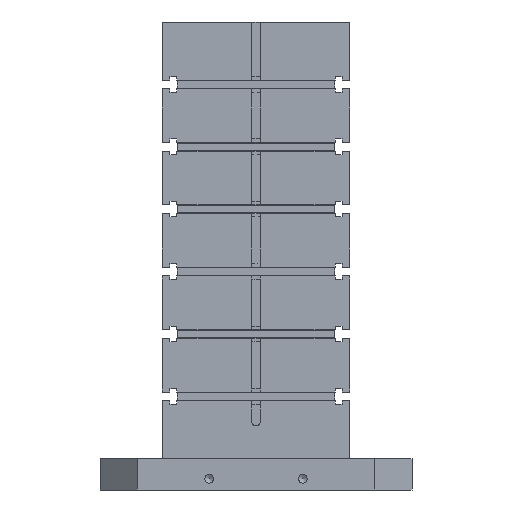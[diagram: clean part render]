
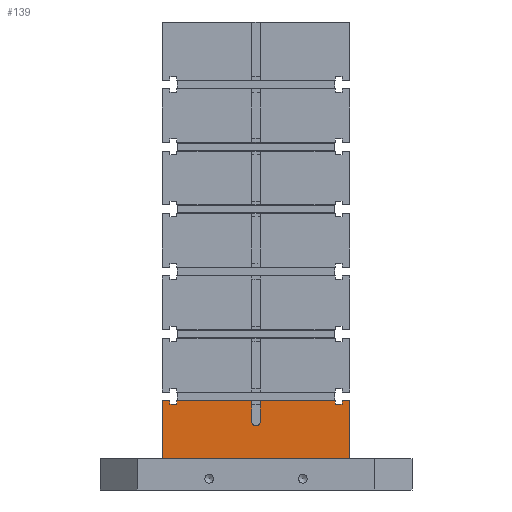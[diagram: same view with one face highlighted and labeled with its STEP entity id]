
A CAD part, front view. The second image highlights one B-rep face of the part: STEP entity #139.
In plain terms, the highlighted planar face has unit normal (0, -1, 0).
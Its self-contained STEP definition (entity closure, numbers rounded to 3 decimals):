
#139 = ADVANCED_FACE( '', ( #1285 ), #1286, .F. );
#1285 = FACE_OUTER_BOUND( '', #3846, .T. );
#1286 = PLANE( '', #3847 );
#3846 = EDGE_LOOP( '', ( #7305, #7306, #7307, #7308, #7309, #7310, #7311, #7312, #7313, #7314, #7315, #7316, #7317, #7318, #7319, #7320 ) );
#3847 = AXIS2_PLACEMENT_3D( '', #7321, #7322, #7323 );
#7305 = ORIENTED_EDGE( '', *, *, #15668, .T. );
#7306 = ORIENTED_EDGE( '', *, *, #15669, .T. );
#7307 = ORIENTED_EDGE( '', *, *, #15670, .T. );
#7308 = ORIENTED_EDGE( '', *, *, #15671, .T. );
#7309 = ORIENTED_EDGE( '', *, *, #15672, .T. );
#7310 = ORIENTED_EDGE( '', *, *, #15673, .T. );
#7311 = ORIENTED_EDGE( '', *, *, #15674, .T. );
#7312 = ORIENTED_EDGE( '', *, *, #15675, .T. );
#7313 = ORIENTED_EDGE( '', *, *, #15676, .T. );
#7314 = ORIENTED_EDGE( '', *, *, #15677, .F. );
#7315 = ORIENTED_EDGE( '', *, *, #15655, .F. );
#7316 = ORIENTED_EDGE( '', *, *, #15678, .T. );
#7317 = ORIENTED_EDGE( '', *, *, #15679, .F. );
#7318 = ORIENTED_EDGE( '', *, *, #15680, .F. );
#7319 = ORIENTED_EDGE( '', *, *, #15681, .F. );
#7320 = ORIENTED_EDGE( '', *, *, #15682, .T. );
#7321 = CARTESIAN_POINT( '', ( -150., -150., 750. ) );
#7322 = DIRECTION( '', ( 0., 1., 0. ) );
#7323 = DIRECTION( '', ( -1., 0., 0. ) );
#15655 = EDGE_CURVE( '', #18721, #18723, #18724, .T. );
#15668 = EDGE_CURVE( '', #18745, #18746, #18747, .T. );
#15669 = EDGE_CURVE( '', #18746, #18748, #18749, .T. );
#15670 = EDGE_CURVE( '', #18748, #18750, #18751, .T. );
#15671 = EDGE_CURVE( '', #18750, #18752, #18753, .T. );
#15672 = EDGE_CURVE( '', #18752, #18754, #18755, .T. );
#15673 = EDGE_CURVE( '', #18754, #18756, #18757, .T. );
#15674 = EDGE_CURVE( '', #18756, #18758, #18759, .T. );
#15675 = EDGE_CURVE( '', #18758, #18760, #18761, .T. );
#15676 = EDGE_CURVE( '', #18760, #18762, #18763, .T. );
#15677 = EDGE_CURVE( '', #18723, #18762, #18764, .T. );
#15678 = EDGE_CURVE( '', #18721, #18765, #18766, .T. );
#15679 = EDGE_CURVE( '', #18767, #18765, #18768, .T. );
#15680 = EDGE_CURVE( '', #18769, #18767, #18770, .T. );
#15681 = EDGE_CURVE( '', #18771, #18769, #18772, .T. );
#15682 = EDGE_CURVE( '', #18771, #18745, #18773, .T. );
#18721 = VERTEX_POINT( '', #23636 );
#18723 = VERTEX_POINT( '', #23639 );
#18724 = LINE( '', #23640, #23641 );
#18745 = VERTEX_POINT( '', #23674 );
#18746 = VERTEX_POINT( '', #23675 );
#18747 = LINE( '', #23676, #23677 );
#18748 = VERTEX_POINT( '', #23678 );
#18749 = CIRCLE( '', #23679, 7. );
#18750 = VERTEX_POINT( '', #23680 );
#18751 = LINE( '', #23681, #23682 );
#18752 = VERTEX_POINT( '', #23683 );
#18753 = LINE( '', #23684, #23685 );
#18754 = VERTEX_POINT( '', #23686 );
#18755 = LINE( '', #23687, #23688 );
#18756 = VERTEX_POINT( '', #23689 );
#18757 = LINE( '', #23690, #23691 );
#18758 = VERTEX_POINT( '', #23692 );
#18759 = LINE( '', #23693, #23694 );
#18760 = VERTEX_POINT( '', #23695 );
#18761 = LINE( '', #23696, #23697 );
#18762 = VERTEX_POINT( '', #23698 );
#18763 = LINE( '', #23699, #23700 );
#18764 = LINE( '', #23701, #23702 );
#18765 = VERTEX_POINT( '', #23703 );
#18766 = LINE( '', #23704, #23705 );
#18767 = VERTEX_POINT( '', #23706 );
#18768 = LINE( '', #23707, #23708 );
#18769 = VERTEX_POINT( '', #23709 );
#18770 = LINE( '', #23710, #23711 );
#18771 = VERTEX_POINT( '', #23712 );
#18772 = LINE( '', #23713, #23714 );
#18773 = LINE( '', #23715, #23716 );
#23636 = CARTESIAN_POINT( '', ( 150., -150., 143. ) );
#23639 = CARTESIAN_POINT( '', ( 150., -150., 50. ) );
#23640 = CARTESIAN_POINT( '', ( 150., -150., 750. ) );
#23641 = VECTOR( '', #30320, 1000. );
#23674 = CARTESIAN_POINT( '', ( 7., -150., 143. ) );
#23675 = CARTESIAN_POINT( '', ( 7., -150., 110. ) );
#23676 = CARTESIAN_POINT( '', ( 7., -150., 750. ) );
#23677 = VECTOR( '', #30333, 1000. );
#23678 = CARTESIAN_POINT( '', ( -7., -150., 110. ) );
#23679 = AXIS2_PLACEMENT_3D( '', #30334, #30335, #30336 );
#23680 = CARTESIAN_POINT( '', ( -7., -150., 143. ) );
#23681 = CARTESIAN_POINT( '', ( -7., -150., 110. ) );
#23682 = VECTOR( '', #30337, 1000. );
#23683 = CARTESIAN_POINT( '', ( -127., -150., 143. ) );
#23684 = CARTESIAN_POINT( '', ( 150., -150., 143. ) );
#23685 = VECTOR( '', #30338, 1000. );
#23686 = CARTESIAN_POINT( '', ( -127., -150., 137.5 ) );
#23687 = CARTESIAN_POINT( '', ( -127., -150., 143. ) );
#23688 = VECTOR( '', #30339, 1000. );
#23689 = CARTESIAN_POINT( '', ( -138., -150., 137.5 ) );
#23690 = CARTESIAN_POINT( '', ( -127., -150., 137.5 ) );
#23691 = VECTOR( '', #30340, 1000. );
#23692 = CARTESIAN_POINT( '', ( -138., -150., 143. ) );
#23693 = CARTESIAN_POINT( '', ( -138., -150., 137.5 ) );
#23694 = VECTOR( '', #30341, 1000. );
#23695 = CARTESIAN_POINT( '', ( -150., -150., 143. ) );
#23696 = CARTESIAN_POINT( '', ( 150., -150., 143. ) );
#23697 = VECTOR( '', #30342, 1000. );
#23698 = CARTESIAN_POINT( '', ( -150., -150., 50. ) );
#23699 = CARTESIAN_POINT( '', ( -150., -150., 750. ) );
#23700 = VECTOR( '', #30343, 1000. );
#23701 = CARTESIAN_POINT( '', ( -250., -150., 50. ) );
#23702 = VECTOR( '', #30344, 1000. );
#23703 = CARTESIAN_POINT( '', ( 138., -150., 143. ) );
#23704 = CARTESIAN_POINT( '', ( 150., -150., 143. ) );
#23705 = VECTOR( '', #30345, 1000. );
#23706 = CARTESIAN_POINT( '', ( 138., -150., 137.5 ) );
#23707 = CARTESIAN_POINT( '', ( 138., -150., 137.5 ) );
#23708 = VECTOR( '', #30346, 1000. );
#23709 = CARTESIAN_POINT( '', ( 127., -150., 137.5 ) );
#23710 = CARTESIAN_POINT( '', ( 127., -150., 137.5 ) );
#23711 = VECTOR( '', #30347, 1000. );
#23712 = CARTESIAN_POINT( '', ( 127., -150., 143. ) );
#23713 = CARTESIAN_POINT( '', ( 127., -150., 143. ) );
#23714 = VECTOR( '', #30348, 1000. );
#23715 = CARTESIAN_POINT( '', ( 150., -150., 143. ) );
#23716 = VECTOR( '', #30349, 1000. );
#30320 = DIRECTION( '', ( 0., 0., -1. ) );
#30333 = DIRECTION( '', ( 0., 0., -1. ) );
#30334 = CARTESIAN_POINT( '', ( 0., -150., 110. ) );
#30335 = DIRECTION( '', ( 0., 1., 0. ) );
#30336 = DIRECTION( '', ( 1., 0., 0. ) );
#30337 = DIRECTION( '', ( 0., 0., 1. ) );
#30338 = DIRECTION( '', ( -1., 0., 0. ) );
#30339 = DIRECTION( '', ( 0., 0., -1. ) );
#30340 = DIRECTION( '', ( -1., 0., 0. ) );
#30341 = DIRECTION( '', ( 0., 0., 1. ) );
#30342 = DIRECTION( '', ( -1., 0., 0. ) );
#30343 = DIRECTION( '', ( 0., 0., -1. ) );
#30344 = DIRECTION( '', ( -1., 0., 0. ) );
#30345 = DIRECTION( '', ( -1., 0., 0. ) );
#30346 = DIRECTION( '', ( 0., 0., 1. ) );
#30347 = DIRECTION( '', ( 1., 0., 0. ) );
#30348 = DIRECTION( '', ( 0., 0., -1. ) );
#30349 = DIRECTION( '', ( -1., 0., 0. ) );
